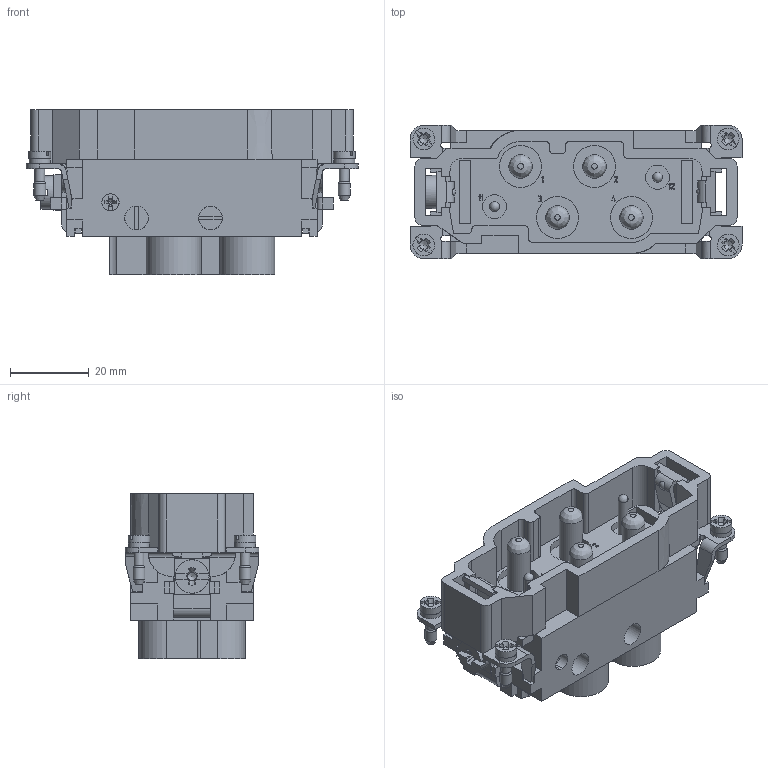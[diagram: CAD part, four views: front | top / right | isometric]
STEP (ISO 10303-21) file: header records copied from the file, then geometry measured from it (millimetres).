
FILE_DESCRIPTION(/* description */ (''),/* implementation_level */ '2;1');
FILE_NAME(/* name */ '100095143ugm000_d.stp',/* time_stamp */ '2019-06-25T09:57:11+02:00',/* author */ (''),/* organization */ (''),/* preprocessor_version */ 'ST-DEVELOPER v16.7',/* originating_system */ 'SIEMENS PLM Software NX 12.0',/* authorisation */ '');
FILE_SCHEMA (('AUTOMOTIVE_DESIGN { 1 0 10303 214 3 1 1 1 }'));
Length unit declared in the file: millimetre
Products named in the file (1): 100095143ugm000_d
Bounding box: 84.5 x 34 x 42.05 mm (x, y, z)
Volume: 48001.8 mm3; surface area: 23773.8 mm2
Topology: 1 solids, 1 shells, 946 faces, 2695 edges, 1794 vertices
Faces by surface type: plane 688, cylinder 150, cone 55, extrusion 41, bspline 6, sphere 6
Full cylindrical faces by diameter (mm): 0.4 x1, 1.1 x1, 1.3 x1, 2.5 x8, 3 x4, 3.2 x2, 3.242 x1, 5 x4, 5.36 x4, 5.5 x4, 5.97 x4, 6 x4, 6.1 x2, 7.25 x4, 8.5 x1, 10.7 x4
Entity records: 38640 total; most frequent: CARTESIAN_POINT 8441, ORIENTED_EDGE 5124, DIRECTION 4436, EDGE_CURVE 2562, VERTEX_POINT 1757, VECTOR 1726, LINE 1685, AXIS2_PLACEMENT_3D 1355
